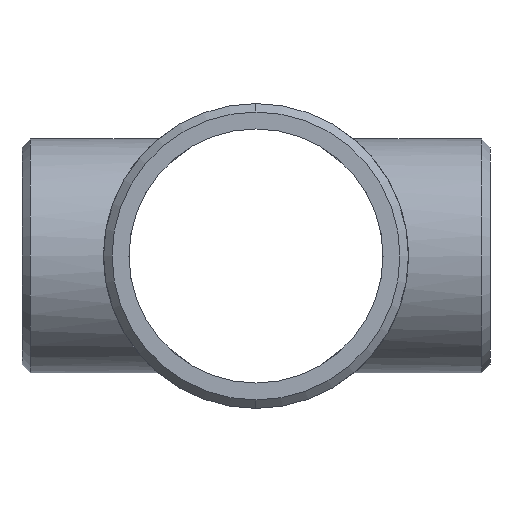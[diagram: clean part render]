
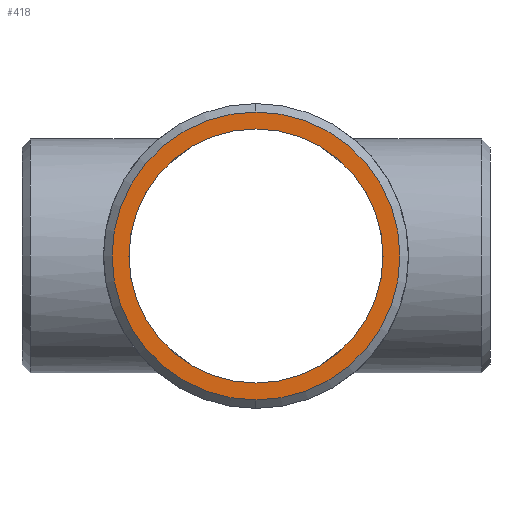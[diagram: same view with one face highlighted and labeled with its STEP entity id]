
A CAD part, left-side view. The second image highlights one B-rep face of the part: STEP entity #418.
In plain terms, the highlighted planar face has unit normal (-1, 0, 0).
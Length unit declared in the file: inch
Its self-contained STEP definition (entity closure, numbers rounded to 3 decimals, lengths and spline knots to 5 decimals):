
#1 = AXIS2_PLACEMENT_3D ( 'NONE', #488, #284, #1171 ) ;
#11 = CARTESIAN_POINT ( 'NONE',  ( -7., 0., 0. ) ) ;
#57 = ORIENTED_EDGE ( 'NONE', *, *, #727, .T. ) ;
#169 = CARTESIAN_POINT ( 'NONE',  ( -7., 0., -4.07283 ) ) ;
#186 = VERTEX_POINT ( 'NONE', #169 ) ;
#240 = DIRECTION ( 'NONE',  ( 0., 0., 1. ) ) ;
#284 = DIRECTION ( 'NONE',  ( 1., 0., 0. ) ) ;
#304 = VERTEX_POINT ( 'NONE', #346 ) ;
#339 = EDGE_CURVE ( 'NONE', #304, #186, #1281, .T. ) ;
#346 = CARTESIAN_POINT ( 'NONE',  ( -7., 0., 4.07283 ) ) ;
#399 = DIRECTION ( 'NONE',  ( 0., 0., -1. ) ) ;
#409 = CARTESIAN_POINT ( 'NONE',  ( -7., 0., 0. ) ) ;
#418 = ADVANCED_FACE ( 'NONE', ( #527, #888 ), #1091, .T. ) ;
#430 = ORIENTED_EDGE ( 'NONE', *, *, #339, .T. ) ;
#434 = DIRECTION ( 'NONE',  ( -1., 0., 0. ) ) ;
#488 = CARTESIAN_POINT ( 'NONE',  ( -7., 0., 0. ) ) ;
#514 = CARTESIAN_POINT ( 'NONE',  ( -7., 0., 0. ) ) ;
#527 = FACE_OUTER_BOUND ( 'NONE', #953, .T. ) ;
#548 = EDGE_LOOP ( 'NONE', ( #57, #787 ) ) ;
#569 = DIRECTION ( 'NONE',  ( 0., 0., 1. ) ) ;
#605 = EDGE_CURVE ( 'NONE', #784, #665, #1269, .T. ) ;
#665 = VERTEX_POINT ( 'NONE', #937 ) ;
#727 = EDGE_CURVE ( 'NONE', #665, #784, #1076, .T. ) ;
#784 = VERTEX_POINT ( 'NONE', #1383 ) ;
#787 = ORIENTED_EDGE ( 'NONE', *, *, #605, .T. ) ;
#888 = FACE_BOUND ( 'NONE', #548, .T. ) ;
#937 = CARTESIAN_POINT ( 'NONE',  ( -7., 0., 3.5935 ) ) ;
#953 = EDGE_LOOP ( 'NONE', ( #1365, #430 ) ) ;
#968 = DIRECTION ( 'NONE',  ( 1., 0., 0. ) ) ;
#990 = AXIS2_PLACEMENT_3D ( 'NONE', #514, #968, #1406 ) ;
#1014 = DIRECTION ( 'NONE',  ( -1., 0., 0. ) ) ;
#1076 = CIRCLE ( 'NONE', #990, 3.5935 ) ;
#1091 = PLANE ( 'NONE',  #1121 ) ;
#1121 = AXIS2_PLACEMENT_3D ( 'NONE', #409, #1420, #399 ) ;
#1136 = AXIS2_PLACEMENT_3D ( 'NONE', #11, #1014, #240 ) ;
#1171 = DIRECTION ( 'NONE',  ( 0., 0., 1. ) ) ;
#1172 = CIRCLE ( 'NONE', #1250, 4.07283 ) ;
#1250 = AXIS2_PLACEMENT_3D ( 'NONE', #1436, #434, #569 ) ;
#1269 = CIRCLE ( 'NONE', #1, 3.5935 ) ;
#1281 = CIRCLE ( 'NONE', #1136, 4.07283 ) ;
#1308 = EDGE_CURVE ( 'NONE', #186, #304, #1172, .T. ) ;
#1365 = ORIENTED_EDGE ( 'NONE', *, *, #1308, .T. ) ;
#1383 = CARTESIAN_POINT ( 'NONE',  ( -7., 0., -3.5935 ) ) ;
#1406 = DIRECTION ( 'NONE',  ( 0., 0., 1. ) ) ;
#1420 = DIRECTION ( 'NONE',  ( -1., 0., 0. ) ) ;
#1436 = CARTESIAN_POINT ( 'NONE',  ( -7., 0., 0. ) ) ;
